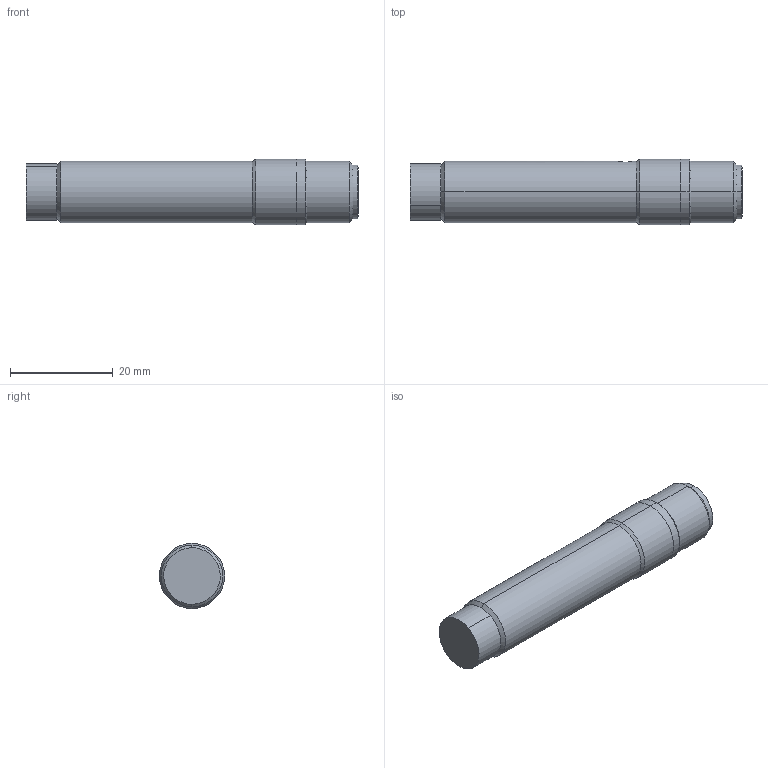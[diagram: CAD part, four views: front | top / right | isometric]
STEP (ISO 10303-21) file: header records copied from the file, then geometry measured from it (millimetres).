
FILE_DESCRIPTION (( 'STEP AP214' ), '1' );
FILE_NAME ('PMW-0N-2H.step', '2018-04-12T20:36:34', ( '' ), ( '' ), 'SwSTEP 2.0', 'SolidWorks 2017', '' );
FILE_SCHEMA (( 'AUTOMOTIVE_DESIGN' ));
Length unit declared in the file: inch
Products named in the file (1): PMW-0N-2H
Bounding box: 64.6 x 12.7 x 12.7 mm (x, y, z)
Volume: 6983.4 mm3; surface area: 4005.4 mm2
Topology: 4 solids, 4 shells, 59 faces, 130 edges, 78 vertices
Faces by surface type: cylinder 32, plane 11, bspline 8, cone 8
Entity records: 2568 total; most frequent: CARTESIAN_POINT 428, DIRECTION 304, ORIENTED_EDGE 244, AXIS2_PLACEMENT_3D 132, EDGE_CURVE 122, CIRCLE 80, VERTEX_POINT 78, EDGE_LOOP 66
